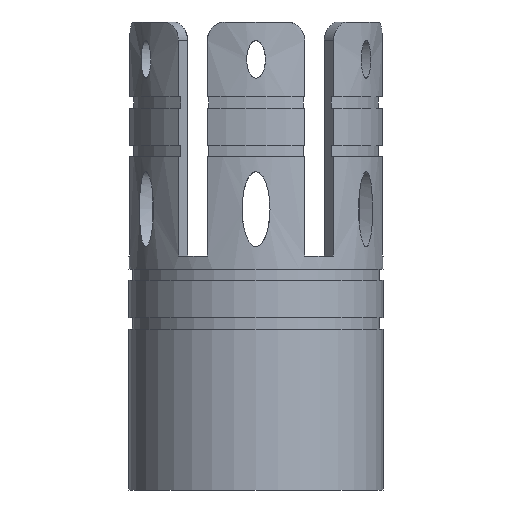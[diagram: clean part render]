
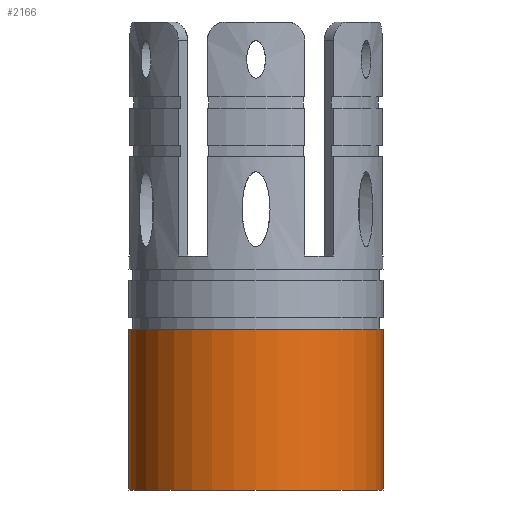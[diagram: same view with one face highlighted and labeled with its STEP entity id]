
A CAD part, front view. The second image highlights one B-rep face of the part: STEP entity #2166.
In plain terms, the highlighted cylindrical face has radius 13.6 mm (diameter 27.2 mm), a full revolution.
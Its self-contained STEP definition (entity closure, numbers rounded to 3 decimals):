
#99=FACE_BOUND('',#414,.T.);
#181=CIRCLE('',#2330,13.6);
#182=CIRCLE('',#2331,13.6);
#287=FACE_OUTER_BOUND('',#413,.T.);
#413=EDGE_LOOP('',(#1951));
#414=EDGE_LOOP('',(#1952));
#1059=VERTEX_POINT('',#4929);
#1060=VERTEX_POINT('',#4931);
#1374=EDGE_CURVE('',#1059,#1059,#181,.T.);
#1375=EDGE_CURVE('',#1060,#1060,#182,.T.);
#1951=ORIENTED_EDGE('',*,*,#1374,.F.);
#1952=ORIENTED_EDGE('',*,*,#1375,.T.);
#2068=CYLINDRICAL_SURFACE('',#2329,13.6);
#2166=ADVANCED_FACE('',(#287,#99),#2068,.T.);
#2329=AXIS2_PLACEMENT_3D('',#4928,#2808,#2809);
#2330=AXIS2_PLACEMENT_3D('',#4930,#2810,#2811);
#2331=AXIS2_PLACEMENT_3D('',#4932,#2812,#2813);
#2808=DIRECTION('center_axis',(0.,0.,1.));
#2809=DIRECTION('ref_axis',(0.,-1.,0.));
#2810=DIRECTION('center_axis',(0.,0.,1.));
#2811=DIRECTION('ref_axis',(1.,0.,0.));
#2812=DIRECTION('center_axis',(0.,0.,1.));
#2813=DIRECTION('ref_axis',(1.,0.,0.));
#4928=CARTESIAN_POINT('Origin',(0.,0.,8.6));
#4929=CARTESIAN_POINT('',(0.,-13.6,17.2));
#4930=CARTESIAN_POINT('Origin',(0.,0.,17.2));
#4931=CARTESIAN_POINT('',(0.,-13.6,0.));
#4932=CARTESIAN_POINT('Origin',(0.,0.,0.));
